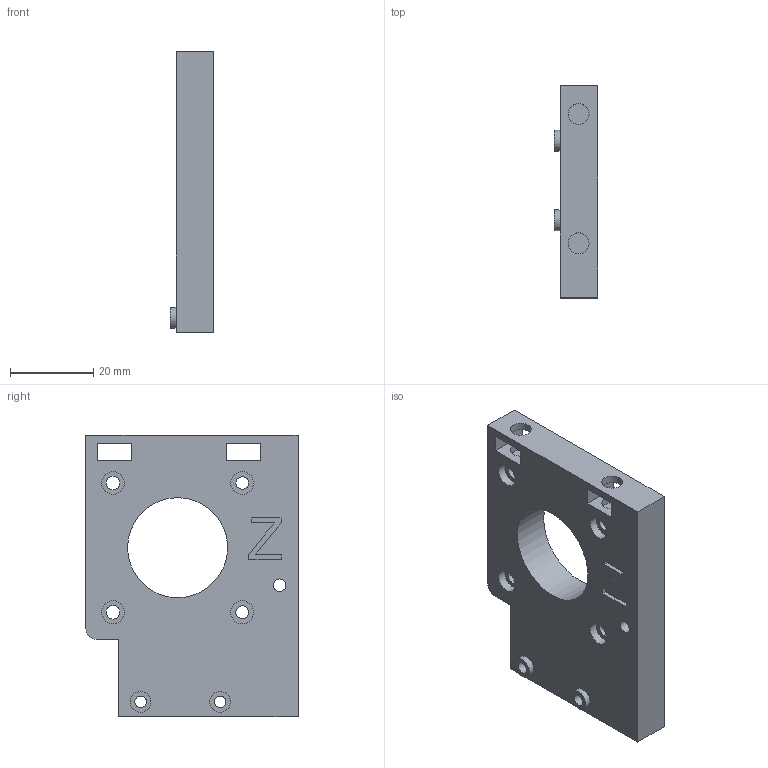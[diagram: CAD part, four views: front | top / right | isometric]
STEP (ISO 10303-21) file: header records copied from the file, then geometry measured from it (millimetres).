
FILE_DESCRIPTION(/* description */ (''),/* implementation_level */ '2;1');
FILE_NAME(/* name */ 'Z motor plate.step',/* time_stamp */ '2023-06-27T16:02:37-05:00',/* author */ (''),/* organization */ (''),/* preprocessor_version */ 'ST-DEVELOPER v19.2',/* originating_system */ 'Autodesk Translation Framework v12.6.0.85',/* authorisation */ '');
FILE_SCHEMA (('AUTOMOTIVE_DESIGN { 1 0 10303 214 3 1 1 }'));
Length unit declared in the file: millimetre
Products named in the file (1): Candy Claw 3D render
Bounding box: 10.4 x 50.9 x 67.6 mm (x, y, z)
Volume: 24232.6 mm3; surface area: 9511.7 mm2
Topology: 1 solids, 1 shells, 56 faces, 143 edges, 98 vertices
Faces by surface type: plane 36, cylinder 19, bspline 1
Full cylindrical faces by diameter (mm): 2.8 x2, 3 x1, 3.03 x1, 3.062 x1, 3.256 x1, 3.258 x1, 5 x6, 5.5 x4, 24 x1
Entity records: 1789 total; most frequent: CARTESIAN_POINT 315, DIRECTION 291, ORIENTED_EDGE 286, EDGE_CURVE 143, LINE 103, VECTOR 103, VERTEX_POINT 98, AXIS2_PLACEMENT_3D 94
